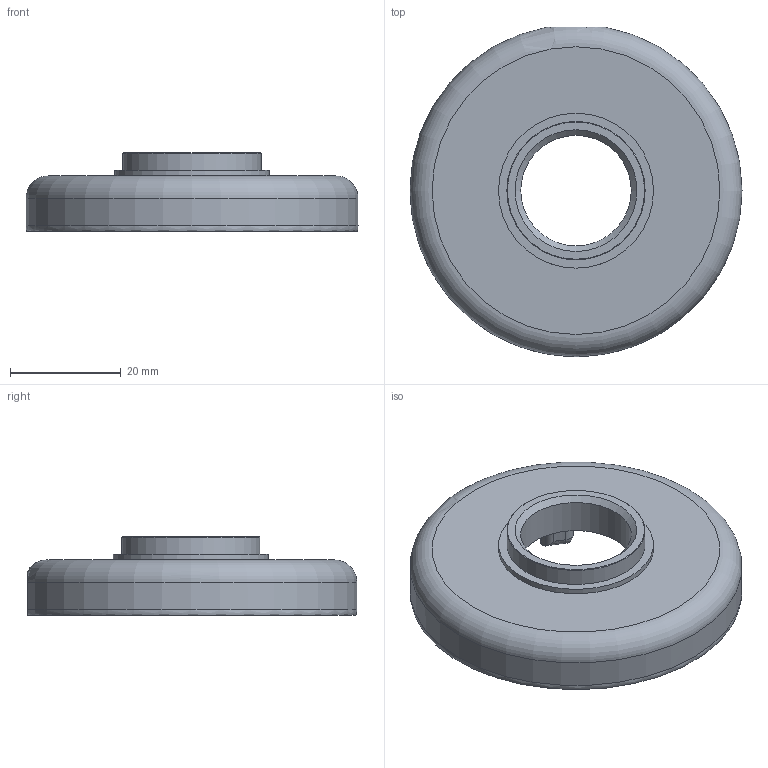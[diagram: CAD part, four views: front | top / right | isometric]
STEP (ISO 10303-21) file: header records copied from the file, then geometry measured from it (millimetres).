
FILE_DESCRIPTION(/* description */ (''),/* implementation_level */ '2;1');
FILE_NAME(/* name */ '底座上盖.step',/* time_stamp */ '2022-09-01T17:24:09+08:00',/* author */ (''),/* organization */ (''),/* preprocessor_version */ 'ST-DEVELOPER v19',/* originating_system */ 'Autodesk Translation Framework v11.7.0.108',/* authorisation */ '');
FILE_SCHEMA (('AUTOMOTIVE_DESIGN { 1 0 10303 214 3 1 1 }'));
Length unit declared in the file: millimetre
Products named in the file (1): 底座上盖
Bounding box: 60 x 59.54 x 14.2 mm (x, y, z)
Volume: 15109.3 mm3; surface area: 9040.7 mm2
Topology: 1 solids, 1 shells, 113 faces, 284 edges, 180 vertices
Faces by surface type: cylinder 46, plane 41, torus 10, bspline 8, cone 6, sphere 2
Full cylindrical faces by diameter (mm): 1.623 x5, 20 x1, 25 x1, 28 x1
Entity records: 3971 total; most frequent: CARTESIAN_POINT 1235, ORIENTED_EDGE 568, DIRECTION 562, EDGE_CURVE 284, AXIS2_PLACEMENT_3D 215, VERTEX_POINT 180, LINE 132, VECTOR 132
